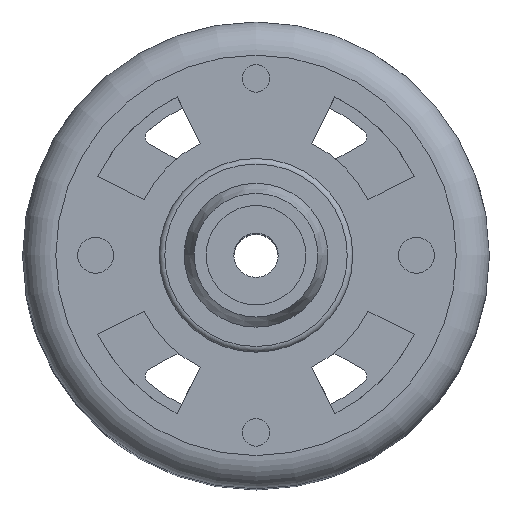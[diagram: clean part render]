
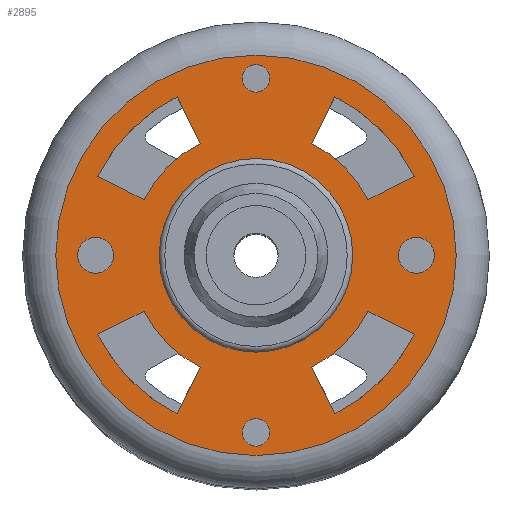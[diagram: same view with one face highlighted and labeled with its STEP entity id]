
A CAD part, top view. The second image highlights one B-rep face of the part: STEP entity #2895.
In plain terms, the highlighted planar face has unit normal (0, 0, 1).
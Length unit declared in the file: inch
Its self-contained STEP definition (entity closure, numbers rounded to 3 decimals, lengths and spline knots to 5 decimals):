
#41=PLANE($,#3218);
#127=FACE_BOUND($,#828,.T.);
#128=FACE_BOUND($,#829,.T.);
#129=FACE_BOUND($,#830,.T.);
#130=FACE_BOUND($,#831,.T.);
#131=FACE_BOUND($,#832,.T.);
#132=FACE_BOUND($,#833,.T.);
#133=FACE_BOUND($,#834,.T.);
#134=FACE_BOUND($,#835,.T.);
#135=FACE_BOUND($,#836,.T.);
#243=LINE($,#5175,#433);
#244=LINE($,#5179,#434);
#245=LINE($,#5183,#435);
#246=LINE($,#5187,#436);
#247=LINE($,#5191,#437);
#248=LINE($,#5195,#438);
#249=LINE($,#5199,#439);
#250=LINE($,#5203,#440);
#433=VECTOR($,#3875,0.185);
#434=VECTOR($,#3878,0.185);
#435=VECTOR($,#3881,0.185);
#436=VECTOR($,#3884,0.185);
#437=VECTOR($,#3887,0.185);
#438=VECTOR($,#3890,0.185);
#439=VECTOR($,#3893,0.185);
#440=VECTOR($,#3896,0.185);
#617=FACE_OUTER_BOUND($,#827,.T.);
#827=EDGE_LOOP($,(#2255));
#828=EDGE_LOOP($,(#2256));
#829=EDGE_LOOP($,(#2257));
#830=EDGE_LOOP($,(#2258));
#831=EDGE_LOOP($,(#2259));
#832=EDGE_LOOP($,(#2260));
#833=EDGE_LOOP($,(#2261,#2262,#2263,#2264));
#834=EDGE_LOOP($,(#2265,#2266,#2267,#2268));
#835=EDGE_LOOP($,(#2269,#2270,#2271,#2272));
#836=EDGE_LOOP($,(#2273,#2274,#2275,#2276));
#1140=CIRCLE($,#3217,0.06382);
#1141=CIRCLE($,#3219,0.7126);
#1142=CIRCLE($,#3220,0.06382);
#1143=CIRCLE($,#3221,0.04921);
#1144=CIRCLE($,#3222,0.04921);
#1145=CIRCLE($,#3223,0.34449);
#1146=CIRCLE($,#3224,0.445);
#1147=CIRCLE($,#3225,0.63);
#1148=CIRCLE($,#3226,0.445);
#1149=CIRCLE($,#3227,0.63);
#1150=CIRCLE($,#3228,0.445);
#1151=CIRCLE($,#3229,0.63);
#1152=CIRCLE($,#3230,0.445);
#1153=CIRCLE($,#3231,0.63);
#1419=VERTEX_POINT($,#5160);
#1420=VERTEX_POINT($,#5163);
#1421=VERTEX_POINT($,#5165);
#1422=VERTEX_POINT($,#5167);
#1423=VERTEX_POINT($,#5169);
#1424=VERTEX_POINT($,#5171);
#1425=VERTEX_POINT($,#5173);
#1426=VERTEX_POINT($,#5174);
#1427=VERTEX_POINT($,#5176);
#1428=VERTEX_POINT($,#5178);
#1429=VERTEX_POINT($,#5181);
#1430=VERTEX_POINT($,#5182);
#1431=VERTEX_POINT($,#5184);
#1432=VERTEX_POINT($,#5186);
#1433=VERTEX_POINT($,#5189);
#1434=VERTEX_POINT($,#5190);
#1435=VERTEX_POINT($,#5192);
#1436=VERTEX_POINT($,#5194);
#1437=VERTEX_POINT($,#5197);
#1438=VERTEX_POINT($,#5198);
#1439=VERTEX_POINT($,#5200);
#1440=VERTEX_POINT($,#5202);
#1744=EDGE_CURVE($,#1419,#1419,#1140,.T.);
#1745=EDGE_CURVE($,#1420,#1420,#1141,.T.);
#1746=EDGE_CURVE($,#1421,#1421,#1142,.T.);
#1747=EDGE_CURVE($,#1422,#1422,#1143,.T.);
#1748=EDGE_CURVE($,#1423,#1423,#1144,.T.);
#1749=EDGE_CURVE($,#1424,#1424,#1145,.T.);
#1750=EDGE_CURVE($,#1425,#1426,#243,.T.);
#1751=EDGE_CURVE($,#1425,#1427,#1146,.T.);
#1752=EDGE_CURVE($,#1428,#1427,#244,.T.);
#1753=EDGE_CURVE($,#1426,#1428,#1147,.T.);
#1754=EDGE_CURVE($,#1429,#1430,#245,.T.);
#1755=EDGE_CURVE($,#1429,#1431,#1148,.T.);
#1756=EDGE_CURVE($,#1432,#1431,#246,.T.);
#1757=EDGE_CURVE($,#1430,#1432,#1149,.T.);
#1758=EDGE_CURVE($,#1433,#1434,#247,.T.);
#1759=EDGE_CURVE($,#1433,#1435,#1150,.T.);
#1760=EDGE_CURVE($,#1436,#1435,#248,.T.);
#1761=EDGE_CURVE($,#1434,#1436,#1151,.T.);
#1762=EDGE_CURVE($,#1437,#1438,#249,.T.);
#1763=EDGE_CURVE($,#1437,#1439,#1152,.T.);
#1764=EDGE_CURVE($,#1440,#1439,#250,.T.);
#1765=EDGE_CURVE($,#1438,#1440,#1153,.T.);
#2255=ORIENTED_EDGE($,*,*,#1745,.T.);
#2256=ORIENTED_EDGE($,*,*,#1744,.T.);
#2257=ORIENTED_EDGE($,*,*,#1746,.T.);
#2258=ORIENTED_EDGE($,*,*,#1747,.T.);
#2259=ORIENTED_EDGE($,*,*,#1748,.T.);
#2260=ORIENTED_EDGE($,*,*,#1749,.T.);
#2261=ORIENTED_EDGE($,*,*,#1750,.F.);
#2262=ORIENTED_EDGE($,*,*,#1751,.T.);
#2263=ORIENTED_EDGE($,*,*,#1752,.F.);
#2264=ORIENTED_EDGE($,*,*,#1753,.F.);
#2265=ORIENTED_EDGE($,*,*,#1754,.F.);
#2266=ORIENTED_EDGE($,*,*,#1755,.T.);
#2267=ORIENTED_EDGE($,*,*,#1756,.F.);
#2268=ORIENTED_EDGE($,*,*,#1757,.F.);
#2269=ORIENTED_EDGE($,*,*,#1758,.F.);
#2270=ORIENTED_EDGE($,*,*,#1759,.T.);
#2271=ORIENTED_EDGE($,*,*,#1760,.F.);
#2272=ORIENTED_EDGE($,*,*,#1761,.F.);
#2273=ORIENTED_EDGE($,*,*,#1762,.F.);
#2274=ORIENTED_EDGE($,*,*,#1763,.T.);
#2275=ORIENTED_EDGE($,*,*,#1764,.F.);
#2276=ORIENTED_EDGE($,*,*,#1765,.F.);
#2895=ADVANCED_FACE($,(#617,#127,#128,#129,#130,#131,#132,#133,#134,#135),
#41,.T.);
#3217=AXIS2_PLACEMENT_3D($,#5161,#3861,#3862);
#3218=AXIS2_PLACEMENT_3D($,#5162,#3863,#3864);
#3219=AXIS2_PLACEMENT_3D($,#5164,#3865,#3866);
#3220=AXIS2_PLACEMENT_3D($,#5166,#3867,#3868);
#3221=AXIS2_PLACEMENT_3D($,#5168,#3869,#3870);
#3222=AXIS2_PLACEMENT_3D($,#5170,#3871,#3872);
#3223=AXIS2_PLACEMENT_3D($,#5172,#3873,#3874);
#3224=AXIS2_PLACEMENT_3D($,#5177,#3876,#3877);
#3225=AXIS2_PLACEMENT_3D($,#5180,#3879,#3880);
#3226=AXIS2_PLACEMENT_3D($,#5185,#3882,#3883);
#3227=AXIS2_PLACEMENT_3D($,#5188,#3885,#3886);
#3228=AXIS2_PLACEMENT_3D($,#5193,#3888,#3889);
#3229=AXIS2_PLACEMENT_3D($,#5196,#3891,#3892);
#3230=AXIS2_PLACEMENT_3D($,#5201,#3894,#3895);
#3231=AXIS2_PLACEMENT_3D($,#5204,#3897,#3898);
#3861=DIRECTION('center_axis',(0.,0.,-1.));
#3862=DIRECTION('ref_axis',(1.,0.,0.));
#3863=DIRECTION('center_axis',(0.,0.,1.));
#3864=DIRECTION('ref_axis',(1.,0.,0.));
#3865=DIRECTION('center_axis',(0.,0.,1.));
#3866=DIRECTION('ref_axis',(-1.,0.,0.));
#3867=DIRECTION('center_axis',(0.,0.,-1.));
#3868=DIRECTION('ref_axis',(1.,0.,0.));
#3869=DIRECTION('center_axis',(0.,0.,-1.));
#3870=DIRECTION('ref_axis',(-1.,0.,0.));
#3871=DIRECTION('center_axis',(0.,0.,-1.));
#3872=DIRECTION('ref_axis',(1.,0.,0.));
#3873=DIRECTION('center_axis',(0.,0.,-1.));
#3874=DIRECTION('ref_axis',(1.,0.,0.));
#3875=DIRECTION($,(0.895,0.446,0.));
#3876=DIRECTION('center_axis',(0.,0.,1.));
#3877=DIRECTION('ref_axis',(0.895,0.446,0.));
#3878=DIRECTION($,(-0.446,-0.895,0.));
#3879=DIRECTION('center_axis',(0.,0.,1.));
#3880=DIRECTION('ref_axis',(0.895,0.446,0.));
#3881=DIRECTION($,(0.446,-0.895,0.));
#3882=DIRECTION('center_axis',(0.,0.,1.));
#3883=DIRECTION('ref_axis',(0.446,-0.895,0.));
#3884=DIRECTION($,(-0.895,0.446,0.));
#3885=DIRECTION('center_axis',(0.,0.,1.));
#3886=DIRECTION('ref_axis',(0.446,-0.895,0.));
#3887=DIRECTION($,(-0.895,-0.446,0.));
#3888=DIRECTION('center_axis',(0.,0.,1.));
#3889=DIRECTION('ref_axis',(-0.895,-0.446,0.));
#3890=DIRECTION($,(0.446,0.895,0.));
#3891=DIRECTION('center_axis',(0.,0.,1.));
#3892=DIRECTION('ref_axis',(-0.895,-0.446,0.));
#3893=DIRECTION($,(-0.446,0.895,0.));
#3894=DIRECTION('center_axis',(0.,0.,1.));
#3895=DIRECTION('ref_axis',(-0.446,0.895,0.));
#3896=DIRECTION($,(0.895,-0.446,0.));
#3897=DIRECTION('center_axis',(0.,0.,1.));
#3898=DIRECTION('ref_axis',(-0.446,0.895,0.));
#5160=CARTESIAN_POINT('',(-0.50705,0.,1.29921));
#5161=CARTESIAN_POINT('Origin',(-0.57087,0.,1.29921));
#5162=CARTESIAN_POINT('Origin',(0.07552,0.,1.29921));
#5163=CARTESIAN_POINT('',(0.7126,0.,1.29921));
#5164=CARTESIAN_POINT('Origin',(0.,0.,1.29921));
#5165=CARTESIAN_POINT('',(0.50705,0.,1.29921));
#5166=CARTESIAN_POINT('Origin',(0.57087,0.,1.29921));
#5167=CARTESIAN_POINT('',(0.04921,-0.62992,1.29921));
#5168=CARTESIAN_POINT('Origin',(0.,-0.62992,1.29921));
#5169=CARTESIAN_POINT('',(-0.04921,0.62992,1.29921));
#5170=CARTESIAN_POINT('Origin',(0.,0.62992,1.29921));
#5171=CARTESIAN_POINT('',(0.34449,0.,1.29921));
#5172=CARTESIAN_POINT('Origin',(0.,0.,1.29921));
#5173=CARTESIAN_POINT('',(0.39828,0.19849,1.29921));
#5174=CARTESIAN_POINT('',(0.56385,0.28101,1.29921));
#5175=CARTESIAN_POINT($,(0.39828,0.19849,1.29921));
#5176=CARTESIAN_POINT('',(0.19849,0.39828,1.29921));
#5177=CARTESIAN_POINT('Origin',(0.,0.,1.29921));
#5178=CARTESIAN_POINT('',(0.28101,0.56385,1.29921));
#5179=CARTESIAN_POINT($,(0.28101,0.56385,1.29921));
#5180=CARTESIAN_POINT('Origin',(0.,0.,1.29921));
#5181=CARTESIAN_POINT('',(0.19849,-0.39828,1.29921));
#5182=CARTESIAN_POINT('',(0.28101,-0.56385,1.29921));
#5183=CARTESIAN_POINT($,(0.19849,-0.39828,1.29921));
#5184=CARTESIAN_POINT('',(0.39828,-0.19849,1.29921));
#5185=CARTESIAN_POINT('Origin',(0.,0.,1.29921));
#5186=CARTESIAN_POINT('',(0.56385,-0.28101,1.29921));
#5187=CARTESIAN_POINT($,(0.56385,-0.28101,1.29921));
#5188=CARTESIAN_POINT('Origin',(0.,0.,1.29921));
#5189=CARTESIAN_POINT('',(-0.39828,-0.19849,1.29921));
#5190=CARTESIAN_POINT('',(-0.56385,-0.28101,1.29921));
#5191=CARTESIAN_POINT($,(-0.39828,-0.19849,1.29921));
#5192=CARTESIAN_POINT('',(-0.19849,-0.39828,1.29921));
#5193=CARTESIAN_POINT('Origin',(0.,0.,1.29921));
#5194=CARTESIAN_POINT('',(-0.28101,-0.56385,1.29921));
#5195=CARTESIAN_POINT($,(-0.28101,-0.56385,1.29921));
#5196=CARTESIAN_POINT('Origin',(0.,0.,1.29921));
#5197=CARTESIAN_POINT('',(-0.19849,0.39828,1.29921));
#5198=CARTESIAN_POINT('',(-0.28101,0.56385,1.29921));
#5199=CARTESIAN_POINT($,(-0.19849,0.39828,1.29921));
#5200=CARTESIAN_POINT('',(-0.39828,0.19849,1.29921));
#5201=CARTESIAN_POINT('Origin',(0.,0.,1.29921));
#5202=CARTESIAN_POINT('',(-0.56385,0.28101,1.29921));
#5203=CARTESIAN_POINT($,(-0.56385,0.28101,1.29921));
#5204=CARTESIAN_POINT('Origin',(0.,0.,1.29921));
